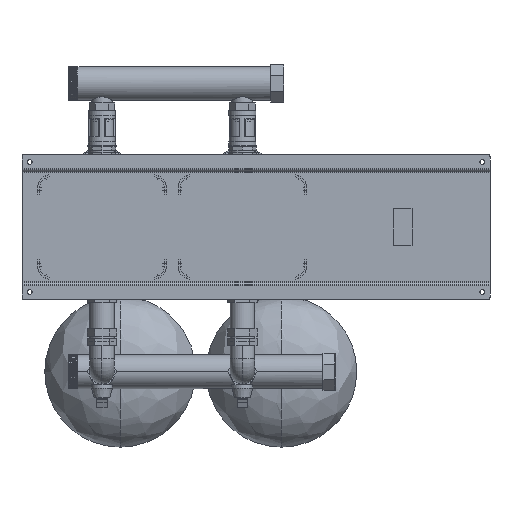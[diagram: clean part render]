
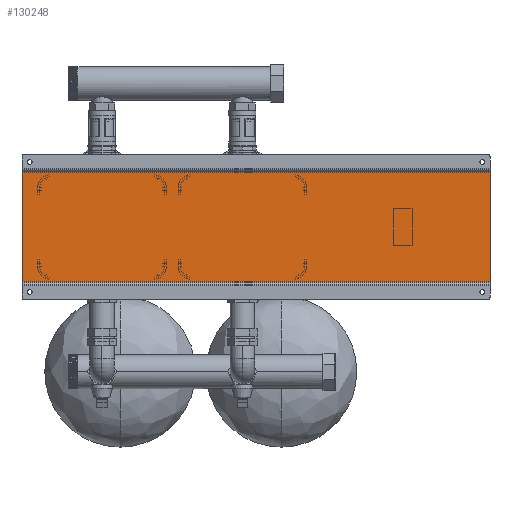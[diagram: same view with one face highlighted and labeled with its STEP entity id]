
A CAD part, front view. The second image highlights one B-rep face of the part: STEP entity #130248.
In plain terms, the highlighted planar face has unit normal (0, -1, 0).
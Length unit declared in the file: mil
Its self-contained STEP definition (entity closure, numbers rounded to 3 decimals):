
#2377 = CARTESIAN_POINT ( 'NONE',  ( -17716.535, 2007.874, -4133.858 ) ) ;
#2402 = LINE ( 'NONE', #119788, #107332 ) ;
#3642 = FACE_OUTER_BOUND ( 'NONE', #11478, .T. ) ;
#7784 = VERTEX_POINT ( 'NONE', #147417 ) ;
#11478 = EDGE_LOOP ( 'NONE', ( #113613, #122132, #117671, #53695 ) ) ;
#14611 = LINE ( 'NONE', #2377, #48224 ) ;
#20229 = EDGE_CURVE ( 'NONE', #7784, #73188, #2402, .T. ) ;
#21770 = CARTESIAN_POINT ( 'NONE',  ( -17716.535, 2007.874, -4133.858 ) ) ;
#25140 = LINE ( 'NONE', #118769, #60764 ) ;
#38408 = DIRECTION ( 'NONE',  ( 0., 0., -1. ) ) ;
#46442 = EDGE_CURVE ( 'NONE', #73188, #52369, #14611, .T. ) ;
#48224 = VECTOR ( 'NONE', #38408, 39370.079 ) ;
#49973 = DIRECTION ( 'NONE',  ( -1., 0., 0. ) ) ;
#50008 = EDGE_CURVE ( 'NONE', #7784, #149148, #25140, .T. ) ;
#51186 = DIRECTION ( 'NONE',  ( 1., 0., 0. ) ) ;
#52369 = VERTEX_POINT ( 'NONE', #21770 ) ;
#53695 = ORIENTED_EDGE ( 'NONE', *, *, #20229, .T. ) ;
#60764 = VECTOR ( 'NONE', #95765, 39370.079 ) ;
#71517 = EDGE_CURVE ( 'NONE', #149148, #52369, #134330, .T. ) ;
#73188 = VERTEX_POINT ( 'NONE', #143994 ) ;
#84243 = DIRECTION ( 'NONE',  ( 0., 1., 0. ) ) ;
#86048 = DIRECTION ( 'NONE',  ( -1., 0., 0. ) ) ;
#95765 = DIRECTION ( 'NONE',  ( 0., 0., -1. ) ) ;
#107332 = VECTOR ( 'NONE', #49973, 39370.079 ) ;
#109130 = AXIS2_PLACEMENT_3D ( 'NONE', #144034, #84243, #51186 ) ;
#113613 = ORIENTED_EDGE ( 'NONE', *, *, #46442, .T. ) ;
#114849 = VECTOR ( 'NONE', #86048, 39370.079 ) ;
#117671 = ORIENTED_EDGE ( 'NONE', *, *, #50008, .F. ) ;
#118769 = CARTESIAN_POINT ( 'NONE',  ( 17716.535, 2007.874, 4133.858 ) ) ;
#119515 = PLANE ( 'NONE',  #109130 ) ;
#119788 = CARTESIAN_POINT ( 'NONE',  ( 17716.535, 2007.874, 4133.858 ) ) ;
#122132 = ORIENTED_EDGE ( 'NONE', *, *, #71517, .F. ) ;
#123559 = CARTESIAN_POINT ( 'NONE',  ( 17716.535, 2007.874, -4133.858 ) ) ;
#130248 = ADVANCED_FACE ( 'NONE', ( #3642 ), #119515, .F. ) ;
#132179 = CARTESIAN_POINT ( 'NONE',  ( 17716.535, 2007.874, -4133.858 ) ) ;
#134330 = LINE ( 'NONE', #123559, #114849 ) ;
#143994 = CARTESIAN_POINT ( 'NONE',  ( -17716.535, 2007.874, 4133.858 ) ) ;
#144034 = CARTESIAN_POINT ( 'NONE',  ( 17716.535, 2007.874, -4133.858 ) ) ;
#147417 = CARTESIAN_POINT ( 'NONE',  ( 17716.535, 2007.874, 4133.858 ) ) ;
#149148 = VERTEX_POINT ( 'NONE', #132179 ) ;
